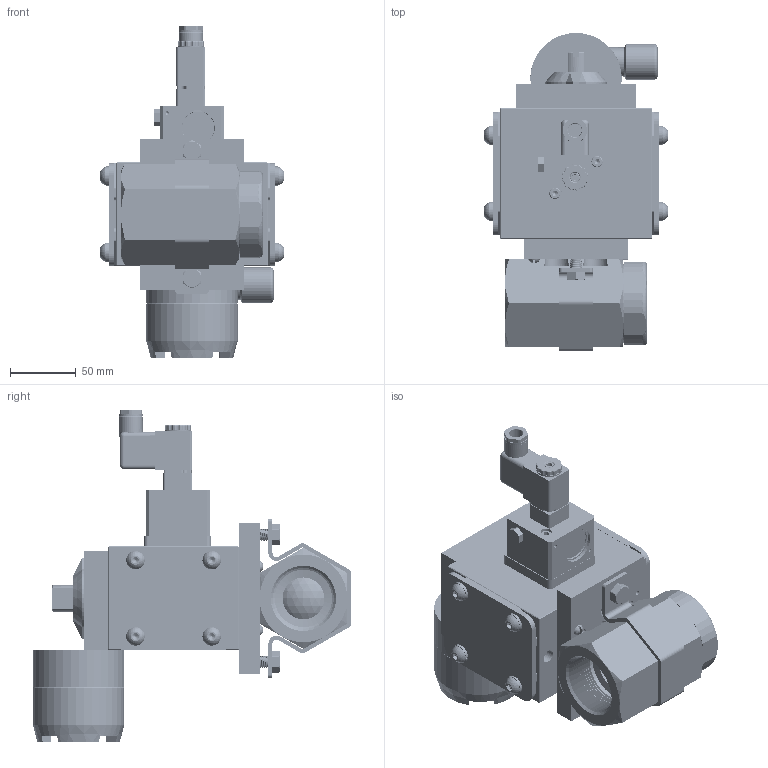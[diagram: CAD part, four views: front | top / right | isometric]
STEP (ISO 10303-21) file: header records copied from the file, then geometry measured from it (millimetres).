
FILE_DESCRIPTION (( 'STEP AP203' ), '1' );
FILE_NAME ('82XXA522D4GPDSLS.step', '2018-06-04T12:04:54', ( '' ), ( '' ), 'SwSTEP 2.0', 'SolidWorks 2017', '' );
FILE_SCHEMA (( 'CONFIG_CONTROL_DESIGN' ));
Products named in the file (1): 82XXA522D4GPDSLS
Bounding box: 139.51 x 241.75 x 252.15 mm (x, y, z)
Volume: 1314560.3 mm3; surface area: 417342.1 mm2
Topology: 61 solids, 61 shells, 3387 faces, 8412 edges, 5168 vertices
Faces by surface type: cylinder 1344, plane 913, cone 831, bspline 151, torus 122, sphere 26
Entity records: 159518 total; most frequent: CARTESIAN_POINT 80484, DIRECTION 16654, ORIENTED_EDGE 16544, EDGE_CURVE 8272, AXIS2_PLACEMENT_3D 6479, VERTEX_POINT 5166, EDGE_LOOP 3742, LINE 3696
